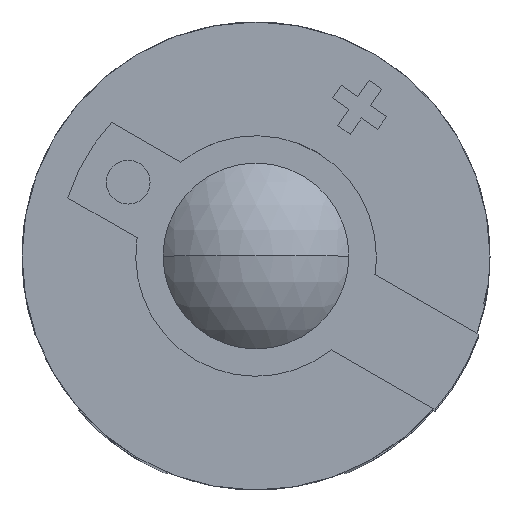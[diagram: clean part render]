
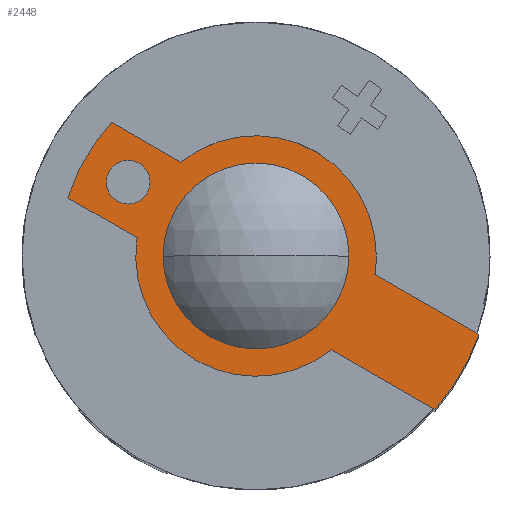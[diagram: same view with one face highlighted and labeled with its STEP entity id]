
A CAD part, top view. The second image highlights one B-rep face of the part: STEP entity #2448.
In plain terms, the highlighted planar face has unit normal (0, 0, 1).
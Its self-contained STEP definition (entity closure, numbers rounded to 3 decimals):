
#51 = DIRECTION ( 'NONE',  ( 0., 0., 1. ) ) ;
#239 = DIRECTION ( 'NONE',  ( 1., 0., 0. ) ) ;
#256 = DIRECTION ( 'NONE',  ( 0., 0., 1. ) ) ;
#454 = ORIENTED_EDGE ( 'NONE', *, *, #8469, .T. ) ;
#512 = CIRCLE ( 'NONE', #10902, 5.5 ) ;
#806 = AXIS2_PLACEMENT_3D ( 'NONE', #3249, #5362, #12021 ) ;
#1007 = DIRECTION ( 'NONE',  ( -0.866, 0.5, 0. ) ) ;
#1192 = CARTESIAN_POINT ( 'NONE',  ( -3.437, 4.294, -0.5 ) ) ;
#1207 = CARTESIAN_POINT ( 'NONE',  ( 5.928, -5.732, -0.5 ) ) ;
#1214 = VERTEX_POINT ( 'NONE', #5627 ) ;
#1454 = EDGE_CURVE ( 'NONE', #5918, #7976, #10313, .T. ) ;
#1501 = FACE_OUTER_BOUND ( 'NONE', #13028, .T. ) ;
#1528 = EDGE_CURVE ( 'NONE', #5333, #10355, #7225, .T. ) ;
#1554 = ORIENTED_EDGE ( 'NONE', *, *, #8717, .F. ) ;
#1832 = DIRECTION ( 'NONE',  ( 0.866, -0.5, 0. ) ) ;
#1855 = EDGE_CURVE ( 'NONE', #2624, #1214, #10537, .T. ) ;
#2031 = EDGE_CURVE ( 'NONE', #7461, #8288, #3801, .T. ) ;
#2036 = EDGE_LOOP ( 'NONE', ( #3473, #1554 ) ) ;
#2054 = DIRECTION ( 'NONE',  ( -1., 0., 0. ) ) ;
#2137 = CARTESIAN_POINT ( 'NONE',  ( 10.191, -3.575, -0.5 ) ) ;
#2251 = DIRECTION ( 'NONE',  ( 1., 0., 0. ) ) ;
#2358 = EDGE_LOOP ( 'NONE', ( #4290, #6010 ) ) ;
#2384 = AXIS2_PLACEMENT_3D ( 'NONE', #9436, #12461, #3333 ) ;
#2432 = CARTESIAN_POINT ( 'NONE',  ( 10.191, -3.575, -0.5 ) ) ;
#2441 = LINE ( 'NONE', #11357, #6544 ) ;
#2448 = ADVANCED_FACE ( 'NONE', ( #10792, #1501, #5750 ), #3701, .T. ) ;
#2483 = VERTEX_POINT ( 'NONE', #6396 ) ;
#2599 = AXIS2_PLACEMENT_3D ( 'NONE', #4386, #51, #4451 ) ;
#2624 = VERTEX_POINT ( 'NONE', #10227 ) ;
#3014 = VECTOR ( 'NONE', #7691, 1000. ) ;
#3053 = CARTESIAN_POINT ( 'NONE',  ( 0., 0., -0.5 ) ) ;
#3170 = ORIENTED_EDGE ( 'NONE', *, *, #6509, .T. ) ;
#3185 = DIRECTION ( 'NONE',  ( 0., 0., 1. ) ) ;
#3249 = CARTESIAN_POINT ( 'NONE',  ( 0., 0., -0.5 ) ) ;
#3333 = DIRECTION ( 'NONE',  ( 1., 0., 0. ) ) ;
#3384 = DIRECTION ( 'NONE',  ( 1., 0., 0. ) ) ;
#3473 = ORIENTED_EDGE ( 'NONE', *, *, #5706, .F. ) ;
#3625 = EDGE_CURVE ( 'NONE', #8051, #5333, #4281, .T. ) ;
#3701 = PLANE ( 'NONE',  #806 ) ;
#3801 = CIRCLE ( 'NONE', #4019, 5.5 ) ;
#4019 = AXIS2_PLACEMENT_3D ( 'NONE', #11785, #12808, #239 ) ;
#4039 = LINE ( 'NONE', #10230, #5640 ) ;
#4146 = ORIENTED_EDGE ( 'NONE', *, *, #10669, .T. ) ;
#4250 = CARTESIAN_POINT ( 'NONE',  ( -4.25, 0., -0.5 ) ) ;
#4281 = CIRCLE ( 'NONE', #11900, 10.8 ) ;
#4290 = ORIENTED_EDGE ( 'NONE', *, *, #1454, .F. ) ;
#4386 = CARTESIAN_POINT ( 'NONE',  ( -5.846, 3.375, -0.5 ) ) ;
#4451 = DIRECTION ( 'NONE',  ( 1., 0., 0. ) ) ;
#4720 = CARTESIAN_POINT ( 'NONE',  ( -8.599, 2.655, -0.5 ) ) ;
#5030 = AXIS2_PLACEMENT_3D ( 'NONE', #12734, #5376, #11639 ) ;
#5130 = CARTESIAN_POINT ( 'NONE',  ( 0., 0., -0.5 ) ) ;
#5333 = VERTEX_POINT ( 'NONE', #12296 ) ;
#5362 = DIRECTION ( 'NONE',  ( 0., 0., 1. ) ) ;
#5365 = CARTESIAN_POINT ( 'NONE',  ( 0., 0., -0.5 ) ) ;
#5376 = DIRECTION ( 'NONE',  ( 0., 0., 1. ) ) ;
#5471 = VECTOR ( 'NONE', #10556, 1000. ) ;
#5566 = ORIENTED_EDGE ( 'NONE', *, *, #8672, .F. ) ;
#5627 = CARTESIAN_POINT ( 'NONE',  ( -8.599, 2.655, -0.5 ) ) ;
#5640 = VECTOR ( 'NONE', #8166, 1000. ) ;
#5706 = EDGE_CURVE ( 'NONE', #12876, #7010, #10399, .T. ) ;
#5750 = FACE_BOUND ( 'NONE', #2036, .T. ) ;
#5918 = VERTEX_POINT ( 'NONE', #4250 ) ;
#6010 = ORIENTED_EDGE ( 'NONE', *, *, #8821, .F. ) ;
#6021 = EDGE_CURVE ( 'NONE', #1214, #7461, #6760, .T. ) ;
#6203 = ORIENTED_EDGE ( 'NONE', *, *, #12306, .T. ) ;
#6208 = VECTOR ( 'NONE', #1007, 1000. ) ;
#6305 = CARTESIAN_POINT ( 'NONE',  ( 8.103, -6.988, -0.5 ) ) ;
#6396 = CARTESIAN_POINT ( 'NONE',  ( 5.5, 0., -0.5 ) ) ;
#6509 = EDGE_CURVE ( 'NONE', #2483, #6534, #12596, .T. ) ;
#6534 = VERTEX_POINT ( 'NONE', #1192 ) ;
#6544 = VECTOR ( 'NONE', #11685, 1000. ) ;
#6577 = CARTESIAN_POINT ( 'NONE',  ( 4.25, 0., -0.5 ) ) ;
#6760 = LINE ( 'NONE', #4720, #3014 ) ;
#7010 = VERTEX_POINT ( 'NONE', #10861 ) ;
#7125 = DIRECTION ( 'NONE',  ( 0., 0., -1. ) ) ;
#7225 = LINE ( 'NONE', #1207, #6208 ) ;
#7275 = LINE ( 'NONE', #2137, #5471 ) ;
#7324 = EDGE_CURVE ( 'NONE', #6534, #2624, #4039, .T. ) ;
#7461 = VERTEX_POINT ( 'NONE', #8302 ) ;
#7691 = DIRECTION ( 'NONE',  ( 0.866, -0.5, 0. ) ) ;
#7838 = CIRCLE ( 'NONE', #5030, 1. ) ;
#7876 = CARTESIAN_POINT ( 'NONE',  ( 3.437, -4.294, -0.5 ) ) ;
#7976 = VERTEX_POINT ( 'NONE', #6577 ) ;
#8051 = VERTEX_POINT ( 'NONE', #2432 ) ;
#8110 = AXIS2_PLACEMENT_3D ( 'NONE', #8279, #13350, #9236 ) ;
#8132 = ORIENTED_EDGE ( 'NONE', *, *, #3625, .F. ) ;
#8166 = DIRECTION ( 'NONE',  ( -0.866, 0.5, 0. ) ) ;
#8257 = AXIS2_PLACEMENT_3D ( 'NONE', #11485, #3185, #2251 ) ;
#8279 = CARTESIAN_POINT ( 'NONE',  ( 0., 0., -0.5 ) ) ;
#8288 = VERTEX_POINT ( 'NONE', #7876 ) ;
#8302 = CARTESIAN_POINT ( 'NONE',  ( -5.437, 0.83, -0.5 ) ) ;
#8363 = DIRECTION ( 'NONE',  ( 1., 0., 0. ) ) ;
#8469 = EDGE_CURVE ( 'NONE', #11601, #12045, #2441, .T. ) ;
#8506 = ORIENTED_EDGE ( 'NONE', *, *, #2031, .T. ) ;
#8558 = AXIS2_PLACEMENT_3D ( 'NONE', #5130, #256, #8363 ) ;
#8565 = VECTOR ( 'NONE', #1832, 1000. ) ;
#8672 = EDGE_CURVE ( 'NONE', #11601, #8051, #7275, .T. ) ;
#8717 = EDGE_CURVE ( 'NONE', #7010, #12876, #7838, .T. ) ;
#8821 = EDGE_CURVE ( 'NONE', #7976, #5918, #12644, .T. ) ;
#9057 = LINE ( 'NONE', #13246, #8565 ) ;
#9236 = DIRECTION ( 'NONE',  ( 1., 0., 0. ) ) ;
#9436 = CARTESIAN_POINT ( 'NONE',  ( 0., 0., -0.5 ) ) ;
#9444 = CARTESIAN_POINT ( 'NONE',  ( -4.846, 3.375, -0.5 ) ) ;
#9552 = CARTESIAN_POINT ( 'NONE',  ( 10.103, -3.524, -0.5 ) ) ;
#9748 = CARTESIAN_POINT ( 'NONE',  ( 5.437, -0.83, -0.5 ) ) ;
#10227 = CARTESIAN_POINT ( 'NONE',  ( -6.599, 6.12, -0.5 ) ) ;
#10230 = CARTESIAN_POINT ( 'NONE',  ( -6.599, 6.12, -0.5 ) ) ;
#10313 = CIRCLE ( 'NONE', #8558, 4.25 ) ;
#10355 = VERTEX_POINT ( 'NONE', #6305 ) ;
#10399 = CIRCLE ( 'NONE', #2599, 1. ) ;
#10537 = CIRCLE ( 'NONE', #8110, 9. ) ;
#10556 = DIRECTION ( 'NONE',  ( 0.866, -0.5, 0. ) ) ;
#10669 = EDGE_CURVE ( 'NONE', #12045, #2483, #512, .T. ) ;
#10792 = FACE_BOUND ( 'NONE', #2358, .T. ) ;
#10861 = CARTESIAN_POINT ( 'NONE',  ( -6.846, 3.375, -0.5 ) ) ;
#10879 = ORIENTED_EDGE ( 'NONE', *, *, #6021, .T. ) ;
#10902 = AXIS2_PLACEMENT_3D ( 'NONE', #5365, #12721, #3384 ) ;
#10909 = ORIENTED_EDGE ( 'NONE', *, *, #1855, .T. ) ;
#11357 = CARTESIAN_POINT ( 'NONE',  ( -6.599, 6.12, -0.5 ) ) ;
#11485 = CARTESIAN_POINT ( 'NONE',  ( 0., 0., -0.5 ) ) ;
#11601 = VERTEX_POINT ( 'NONE', #9552 ) ;
#11639 = DIRECTION ( 'NONE',  ( 1., 0., 0. ) ) ;
#11685 = DIRECTION ( 'NONE',  ( -0.866, 0.5, 0. ) ) ;
#11785 = CARTESIAN_POINT ( 'NONE',  ( 0., 0., -0.5 ) ) ;
#11900 = AXIS2_PLACEMENT_3D ( 'NONE', #3053, #7125, #2054 ) ;
#12021 = DIRECTION ( 'NONE',  ( 1., 0., 0. ) ) ;
#12045 = VERTEX_POINT ( 'NONE', #9748 ) ;
#12296 = CARTESIAN_POINT ( 'NONE',  ( 8.191, -7.039, -0.5 ) ) ;
#12306 = EDGE_CURVE ( 'NONE', #8288, #10355, #9057, .T. ) ;
#12461 = DIRECTION ( 'NONE',  ( 0., 0., 1. ) ) ;
#12596 = CIRCLE ( 'NONE', #2384, 5.5 ) ;
#12644 = CIRCLE ( 'NONE', #8257, 4.25 ) ;
#12721 = DIRECTION ( 'NONE',  ( 0., 0., 1. ) ) ;
#12731 = ORIENTED_EDGE ( 'NONE', *, *, #7324, .T. ) ;
#12734 = CARTESIAN_POINT ( 'NONE',  ( -5.846, 3.375, -0.5 ) ) ;
#12808 = DIRECTION ( 'NONE',  ( 0., 0., 1. ) ) ;
#12876 = VERTEX_POINT ( 'NONE', #9444 ) ;
#13028 = EDGE_LOOP ( 'NONE', ( #4146, #3170, #12731, #10909, #10879, #8506, #6203, #13362, #8132, #5566, #454 ) ) ;
#13246 = CARTESIAN_POINT ( 'NONE',  ( -8.599, 2.655, -0.5 ) ) ;
#13350 = DIRECTION ( 'NONE',  ( 0., 0., 1. ) ) ;
#13362 = ORIENTED_EDGE ( 'NONE', *, *, #1528, .F. ) ;
